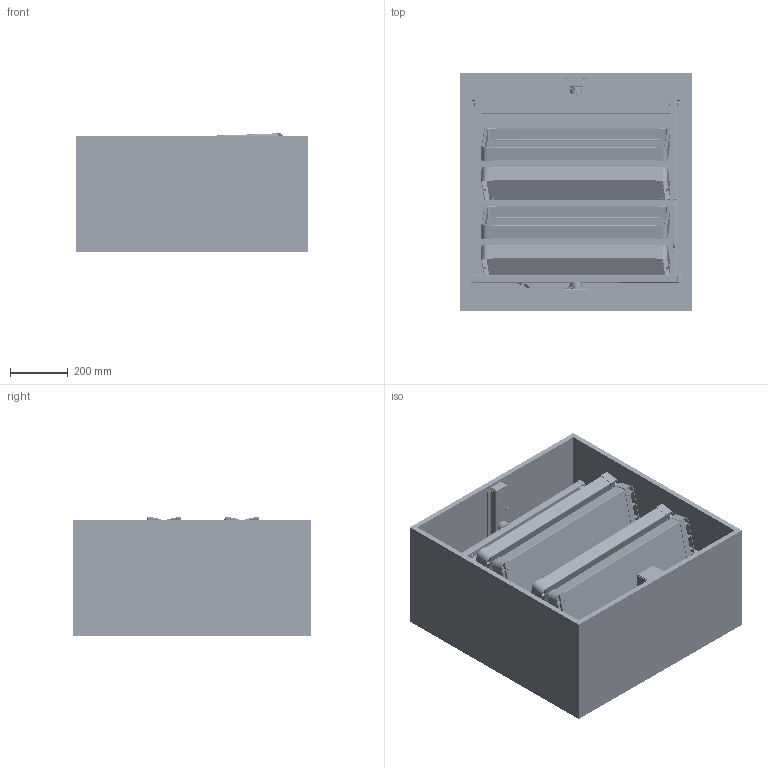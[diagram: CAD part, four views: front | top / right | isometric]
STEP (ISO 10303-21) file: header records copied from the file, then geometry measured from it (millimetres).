
FILE_DESCRIPTION (( 'STEP AP203' ), '1' );
FILE_NAME ('S-6831.STEP', '2024-07-11T13:54:18', ( '' ), ( '' ), 'SwSTEP 2.0', 'SolidWorks 2020', '' );
FILE_SCHEMA (( 'CONFIG_CONTROL_DESIGN' ));
Length unit declared in the file: millimetre
Products named in the file (59): Rulman Montaj plastiði; ALT MAKAS BAÐLANTI PÝMÝ; ÇEKME KOLU; TAVAN BAÐLANTI SACI; AYAKKABILIK SEPET AHÞABI; D684 DONER AYAKKABILIK SEPET GOVDE MONTAJ PLASTIGI SAÐ; pan head cross collar screw_din_DIN 967 - M4 x 6 - Z --- 4.6N; ALT RAY BAÐLANTISI; TAVAN BAÐLANTI SAC VE PÝM KAYNAÐI; pan head cross recess screw_din_DIN EN ISO 7045 - M4 x 8 - Z - 8S; GÖVDE ÜST PROFÝL; 43x300 MÝNNES TELESKOPÝK RAY FRENSÝZ; RAY VE ZEMÝN MONTAJ SACI LAMASI; pan head cross recess screw_din_DIN EN ISO 7045 - M5 x 8 - Z - 8S; S-6831KILIT PLS. PERCINI 15; ÇEKME KOLU TELÝ; DOLAP 郿T KAPAK; GÖVDE ALT VE ÜST MONTAJI; GÖVDE; pan head cross collar screw_din_DIN 967 - M5 x 12 - Z --- 10.4S; S-683145''L尟 RAY 4070-33-500-中軌鐵珠槽; D683 DONER AYAKKABILIK SEPET PLASTIGI; S-6831RAY PLS.; RAY VE ZEMÝN MONTAJ SACI; ALÜMÝNYUM RAF PROFÝLÝ; DÖNER AYAKABILIK MAKAS; DOLAP YAN KAPAK; SPSK_M5; countersunk flat head cross recess screw_din_DIN EN ISO 7046-1 - M4 x 8 - Z - 8S; radial ball bearing_68_din_DIN 625 - 6202 - 10,DE,NC,10_68; S-6831IC RAY MONTAJI ; TAVAN BAÐLANTISI; S-6831RAY PLS; Gövde Montaj Plastiði; D459 25x25 PROFÝL TAPASI AÇIK; S-6831ORTA SAC 1; DOLAP ARKA KAPAK; S-6831DIS RAY PLS.; D686 25x25 PROFÝL TAPASI KAPALI; GÖVDE ALT PROFÝL ...
Assembly tree (109 placements, depth 5):
  S-6831
    DÖNER AYAKKABILIK DOLAP
      DOLAP YAN KAPAK  x2
      DOLAP 郿T KAPAK
      DOLAP ALT KAPAK
      DOLAP ARKA KAPAK
    ALT RAY BAÐLANTISI
      RAY VE ZEMÝN MONTAJ SACI
      RAY VE ZEMÝN MONTAJ SACI LAMASI
      ALT MAKAS BAÐLANTI PÝMÝ
      43x300 MÝNNES TELESKOPÝK RAY FRENSÝZ  x2
        S-6831DIﾞ RAY
        S-6831ORTA SAC 1
        S-6831IC RAY MONTAJI 
          S-6831IC SAC 11
          S-6831KILIT PLS. PERCINI 15
          S-6831RAY PLS
        S-6831RAY PLS.
        S-6831KAPAMA PLS. 2
        S-683145''L尟 RAY 4070-33-500-中軌鐵珠槽
        S-6831DIS RAY PLS.
      RAY KAPAMA SACI
      Rulman Montaj plastiði
      pan head cross recess screw_din_DIN EN ISO 7045 - M4 x 8 - Z - 8S  x2
      radial ball bearing_68_din_DIN 625 - 6202 - 10,DE,NC,10_68
      Gövde Montaj Plastiði
    TAVAN BAÐLANTISI
      TAVAN BAÐLANTI SAC VE PÝM KAYNAÐI
        TAVAN BAÐLANTI SACI
        ÜST MAKAS BAÐLANTI PÝMÝ
      43x300 MÝNNES TELESKOPÝK RAY FRENSÝZ
        S-6831DIﾞ RAY
        S-6831ORTA SAC 1
        S-6831IC RAY MONTAJI 
          S-6831IC SAC 11
          S-6831KILIT PLS. PERCINI 15
          S-6831RAY PLS
        S-6831RAY PLS.
        S-6831KAPAMA PLS. 2
        S-683145''L尟 RAY 4070-33-500-中軌鐵珠槽
        S-6831DIS RAY PLS.
      TAVAN GÖVDE VE RAY BAÐLANTI SACI
      Rulman Montaj plastiði
      countersunk flat head cross recess screw_din_DIN EN ISO 7046-1 - M4 x 8 - Z - 8S  x2
      radial ball bearing_68_din_DIN 625 - 6202 - 10,DE,NC,10_68
      Gövde Montaj Plastiði
    GÖVDE ALT VE ÜST MONTAJI
      GÖVDE
        GÖVDE YAN PROFÝL_YAN PROF˜L-1
        GÖVDE ÜST PROFÝL
        GÖVDE YAN PROFÝL_YAN PROF˜L-2
        GÖVDE ALT PROFÝL
        SPSK_M5  x11
        D686 25x25 PROFÝL TAPASI KAPALI  x2
        D459 25x25 PROFÝL TAPASI AÇIK  x2
      GÖVDE ÜST U
        GÖVDE ÜST U KUTU PROFÝLÝ
        GÖVDE ÜST U AYAÐI  x2
        SPSK_M5  x3
        D686 25x25 PROFÝL TAPASI KAPALI  x2
Bounding box: 800 x 826 x 412.32 mm (x, y, z)
Volume: 33617064.7 mm3; surface area: 9170286 mm2
Topology: 142 solids, 142 shells, 9898 faces, 25615 edges, 16551 vertices
Faces by surface type: plane 5370, cylinder 2369, bspline 984, cone 842, torus 238, sphere 95
Entity records: 100199 total; most frequent: CARTESIAN_POINT 27563, ORIENTED_EDGE 13864, DIRECTION 13306, EDGE_CURVE 6932, AXIS2_PLACEMENT_3D 4814, VERTEX_POINT 4477, LINE 3678, VECTOR 3678
